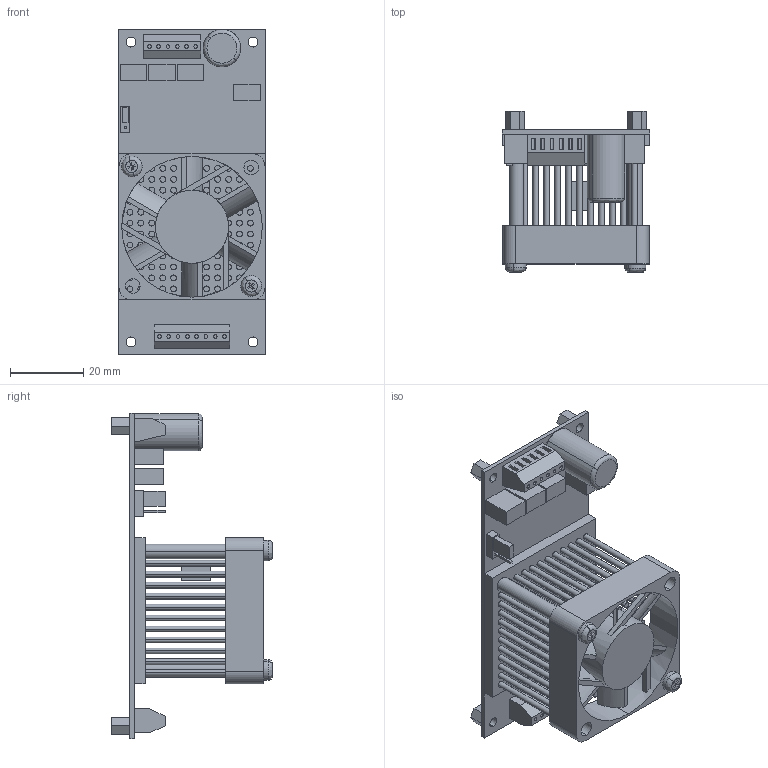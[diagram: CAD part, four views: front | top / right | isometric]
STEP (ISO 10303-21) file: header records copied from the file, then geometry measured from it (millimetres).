
FILE_DESCRIPTION (( 'STEP AP214' ), '1' );
FILE_NAME ('PDu150CL_A.STEP', '2020-08-23T08:00:29', ( '' ), ( '' ), 'SwSTEP 2.0', 'SolidWorks 2016', '' );
FILE_SCHEMA (( 'AUTOMOTIVE_DESIGN' ));
Length unit declared in the file: millimetre
Products named in the file (1): PDu150CL_A
Bounding box: 40.39 x 44 x 89.03 mm (x, y, z)
Volume: 27727.6 mm3; surface area: 38378.4 mm2
Topology: 14 solids, 14 shells, 767 faces, 1774 edges, 1178 vertices
Faces by surface type: plane 395, cylinder 366, bspline 6
Entity records: 30759 total; most frequent: CARTESIAN_POINT 4099, DIRECTION 4033, ORIENTED_EDGE 3546, EDGE_CURVE 1773, AXIS2_PLACEMENT_3D 1536, VERTEX_POINT 1178, EDGE_LOOP 1001, VECTOR 961
